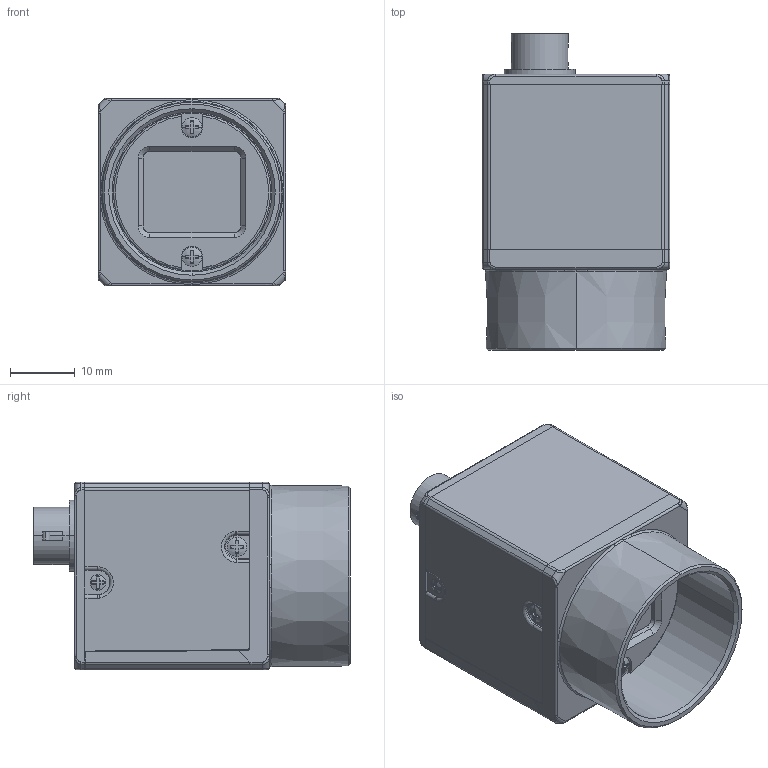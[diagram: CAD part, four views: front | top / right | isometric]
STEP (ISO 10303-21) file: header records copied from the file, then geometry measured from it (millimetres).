
FILE_DESCRIPTION(('STEP AP214'),'1');
FILE_NAME('CS_type-2(USB).stp','2022-12-02T09:31:27',(' '),(' '),'Spatial InterOp 3D',' ',' ');
FILE_SCHEMA(('AUTOMOTIVE_DESIGN { 1 0 10303 214 1 1 1 1 }'));
Length unit declared in the file: metre
Products named in the file (2): CS_type-2(USB); Component1
Assembly tree (1 placements, depth 2):
  CS_type-2(USB)
    Component1
Bounding box: 29.03 x 48.91 x 29 mm (x, y, z)
Volume: 26407.8 mm3; surface area: 8818.3 mm2
Topology: 1 solids, 1 shells, 1388 faces, 3771 edges, 2381 vertices
Faces by surface type: plane 576, cylinder 378, cone 191, torus 114, bspline 114, sphere 12, extrusion 3
Entity records: 51706 total; most frequent: CARTESIAN_POINT 16514, ORIENTED_EDGE 7494, DIRECTION 7478, EDGE_CURVE 3747, AXIS2_PLACEMENT_3D 2752, VERTEX_POINT 2381, VECTOR 1974, LINE 1971
